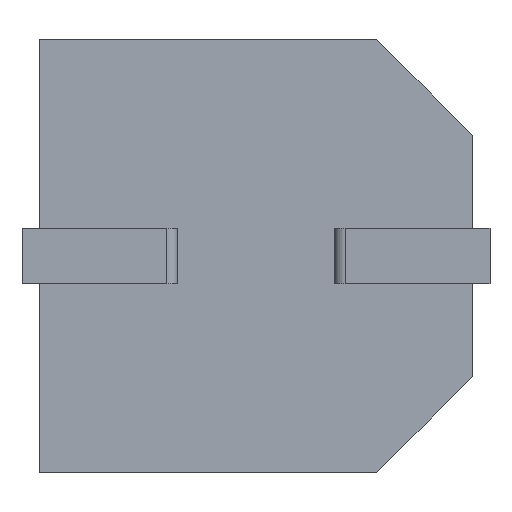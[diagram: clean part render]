
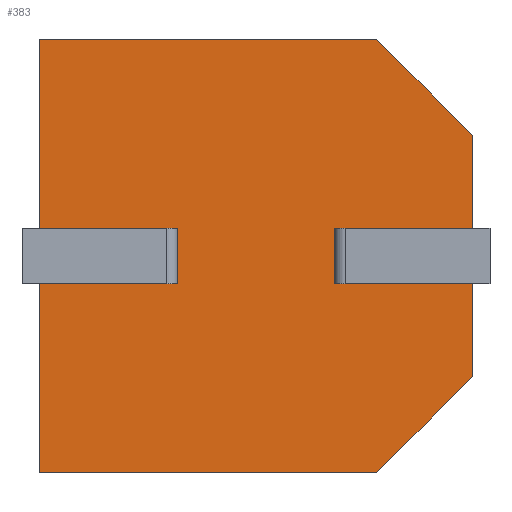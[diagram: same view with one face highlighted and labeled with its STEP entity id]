
A CAD part, front view. The second image highlights one B-rep face of the part: STEP entity #383.
In plain terms, the highlighted planar face has unit normal (0, -1, 0).
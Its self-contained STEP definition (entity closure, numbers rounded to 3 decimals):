
#54 = VECTOR ( 'NONE', #3033, 1000. ) ;
#64 = ORIENTED_EDGE ( 'NONE', *, *, #1128, .T. ) ;
#114 = EDGE_CURVE ( 'NONE', #1390, #1636, #801, .T. ) ;
#165 = DIRECTION ( 'NONE',  ( 0., 0., 1. ) ) ;
#172 = CARTESIAN_POINT ( 'NONE',  ( 0., 0., 0. ) ) ;
#199 = ORIENTED_EDGE ( 'NONE', *, *, #381, .T. ) ;
#201 = DIRECTION ( 'NONE',  ( -1., 0., 0. ) ) ;
#206 = EDGE_CURVE ( 'NONE', #673, #2589, #1956, .T. ) ;
#279 = ORIENTED_EDGE ( 'NONE', *, *, #2395, .F. ) ;
#309 = LINE ( 'NONE', #3113, #2197 ) ;
#315 = EDGE_CURVE ( 'NONE', #2626, #1223, #1416, .T. ) ;
#360 = CARTESIAN_POINT ( 'NONE',  ( 0., 0., -3.7 ) ) ;
#381 = EDGE_CURVE ( 'NONE', #1307, #472, #1206, .T. ) ;
#383 = ADVANCED_FACE ( 'NONE', ( #1578 ), #650, .F. ) ;
#388 = DIRECTION ( 'NONE',  ( 1., 0., 0. ) ) ;
#400 = EDGE_CURVE ( 'NONE', #2589, #1307, #2084, .T. ) ;
#429 = DIRECTION ( 'NONE',  ( 0., 0., -1. ) ) ;
#445 = CARTESIAN_POINT ( 'NONE',  ( 0., 0., -4.8 ) ) ;
#467 = CARTESIAN_POINT ( 'NONE',  ( 6.626, 0., -8.5 ) ) ;
#472 = VERTEX_POINT ( 'NONE', #467 ) ;
#505 = LINE ( 'NONE', #2856, #2513 ) ;
#535 = CARTESIAN_POINT ( 'NONE',  ( 6.626, 0., 0. ) ) ;
#560 = ORIENTED_EDGE ( 'NONE', *, *, #1342, .T. ) ;
#632 = EDGE_LOOP ( 'NONE', ( #2573, #2265, #64, #3240, #1031, #1431, #3418, #1515, #279, #950, #2341, #199, #560, #2863 ) ) ;
#650 = PLANE ( 'NONE',  #1177 ) ;
#663 = VECTOR ( 'NONE', #2702, 1000. ) ;
#665 = EDGE_CURVE ( 'NONE', #2169, #3274, #1407, .T. ) ;
#673 = VERTEX_POINT ( 'NONE', #1640 ) ;
#761 = CARTESIAN_POINT ( 'NONE',  ( 2.7, 0., -3.7 ) ) ;
#801 = LINE ( 'NONE', #172, #2647 ) ;
#840 = VECTOR ( 'NONE', #388, 1000. ) ;
#950 = ORIENTED_EDGE ( 'NONE', *, *, #206, .T. ) ;
#972 = VECTOR ( 'NONE', #201, 1000. ) ;
#975 = VECTOR ( 'NONE', #3330, 1000. ) ;
#995 = CARTESIAN_POINT ( 'NONE',  ( 0., 0., 0. ) ) ;
#1012 = VERTEX_POINT ( 'NONE', #2865 ) ;
#1031 = ORIENTED_EDGE ( 'NONE', *, *, #2493, .T. ) ;
#1064 = LINE ( 'NONE', #1494, #3079 ) ;
#1128 = EDGE_CURVE ( 'NONE', #1643, #3274, #505, .T. ) ;
#1136 = VERTEX_POINT ( 'NONE', #2911 ) ;
#1177 = AXIS2_PLACEMENT_3D ( 'NONE', #1717, #3326, #1744 ) ;
#1206 = LINE ( 'NONE', #1482, #840 ) ;
#1223 = VERTEX_POINT ( 'NONE', #2758 ) ;
#1232 = CARTESIAN_POINT ( 'NONE',  ( 6.626, 0., 0. ) ) ;
#1307 = VERTEX_POINT ( 'NONE', #3069 ) ;
#1342 = EDGE_CURVE ( 'NONE', #472, #1223, #309, .T. ) ;
#1390 = VERTEX_POINT ( 'NONE', #995 ) ;
#1407 = LINE ( 'NONE', #3415, #2280 ) ;
#1411 = DIRECTION ( 'NONE',  ( 0., 0., -1. ) ) ;
#1416 = LINE ( 'NONE', #1987, #54 ) ;
#1431 = ORIENTED_EDGE ( 'NONE', *, *, #114, .F. ) ;
#1482 = CARTESIAN_POINT ( 'NONE',  ( 0., 0., -8.5 ) ) ;
#1494 = CARTESIAN_POINT ( 'NONE',  ( 0., 0., 0. ) ) ;
#1506 = CARTESIAN_POINT ( 'NONE',  ( 5.8, 0., -4.8 ) ) ;
#1515 = ORIENTED_EDGE ( 'NONE', *, *, #3255, .F. ) ;
#1578 = FACE_OUTER_BOUND ( 'NONE', #632, .T. ) ;
#1582 = CARTESIAN_POINT ( 'NONE',  ( 5.8, 0., -3.7 ) ) ;
#1603 = CARTESIAN_POINT ( 'NONE',  ( 8.5, 0., -1.874 ) ) ;
#1636 = VERTEX_POINT ( 'NONE', #535 ) ;
#1640 = CARTESIAN_POINT ( 'NONE',  ( 2.7, 0., -4.8 ) ) ;
#1643 = VERTEX_POINT ( 'NONE', #1582 ) ;
#1686 = CARTESIAN_POINT ( 'NONE',  ( 5.8, 0., -4.8 ) ) ;
#1717 = CARTESIAN_POINT ( 'NONE',  ( 0., 0., 0. ) ) ;
#1744 = DIRECTION ( 'NONE',  ( 0., 0., 1. ) ) ;
#1790 = LINE ( 'NONE', #761, #2161 ) ;
#1814 = VECTOR ( 'NONE', #3080, 1000. ) ;
#1845 = CARTESIAN_POINT ( 'NONE',  ( 0., 0., 0. ) ) ;
#1929 = EDGE_CURVE ( 'NONE', #1012, #1643, #2672, .T. ) ;
#1956 = LINE ( 'NONE', #2546, #972 ) ;
#1987 = CARTESIAN_POINT ( 'NONE',  ( 8.5, 0., 0. ) ) ;
#2084 = LINE ( 'NONE', #1845, #663 ) ;
#2161 = VECTOR ( 'NONE', #3139, 1000. ) ;
#2169 = VERTEX_POINT ( 'NONE', #1603 ) ;
#2197 = VECTOR ( 'NONE', #2553, 1000. ) ;
#2261 = VECTOR ( 'NONE', #165, 1000. ) ;
#2263 = CARTESIAN_POINT ( 'NONE',  ( 2.7, 0., -4.8 ) ) ;
#2265 = ORIENTED_EDGE ( 'NONE', *, *, #1929, .T. ) ;
#2280 = VECTOR ( 'NONE', #1411, 1000. ) ;
#2284 = DIRECTION ( 'NONE',  ( 1., 0., 0. ) ) ;
#2341 = ORIENTED_EDGE ( 'NONE', *, *, #400, .T. ) ;
#2395 = EDGE_CURVE ( 'NONE', #673, #1136, #2953, .T. ) ;
#2424 = VECTOR ( 'NONE', #3335, 1000. ) ;
#2493 = EDGE_CURVE ( 'NONE', #2169, #1636, #3122, .T. ) ;
#2500 = EDGE_CURVE ( 'NONE', #1390, #2912, #1064, .T. ) ;
#2513 = VECTOR ( 'NONE', #2652, 1000. ) ;
#2546 = CARTESIAN_POINT ( 'NONE',  ( 2.7, 0., -4.8 ) ) ;
#2553 = DIRECTION ( 'NONE',  ( 0.707, 0., 0.707 ) ) ;
#2557 = CARTESIAN_POINT ( 'NONE',  ( 8.5, 0., -3.7 ) ) ;
#2573 = ORIENTED_EDGE ( 'NONE', *, *, #2959, .F. ) ;
#2589 = VERTEX_POINT ( 'NONE', #445 ) ;
#2626 = VERTEX_POINT ( 'NONE', #2837 ) ;
#2647 = VECTOR ( 'NONE', #2284, 1000. ) ;
#2652 = DIRECTION ( 'NONE',  ( 1., 0., 0. ) ) ;
#2672 = LINE ( 'NONE', #1506, #1814 ) ;
#2702 = DIRECTION ( 'NONE',  ( 0., 0., -1. ) ) ;
#2758 = CARTESIAN_POINT ( 'NONE',  ( 8.5, 0., -6.626 ) ) ;
#2837 = CARTESIAN_POINT ( 'NONE',  ( 8.5, 0., -4.8 ) ) ;
#2856 = CARTESIAN_POINT ( 'NONE',  ( 5.8, 0., -3.7 ) ) ;
#2863 = ORIENTED_EDGE ( 'NONE', *, *, #315, .F. ) ;
#2865 = CARTESIAN_POINT ( 'NONE',  ( 5.8, 0., -4.8 ) ) ;
#2911 = CARTESIAN_POINT ( 'NONE',  ( 2.7, 0., -3.7 ) ) ;
#2912 = VERTEX_POINT ( 'NONE', #360 ) ;
#2953 = LINE ( 'NONE', #2263, #2261 ) ;
#2959 = EDGE_CURVE ( 'NONE', #1012, #2626, #3322, .T. ) ;
#3033 = DIRECTION ( 'NONE',  ( 0., 0., -1. ) ) ;
#3069 = CARTESIAN_POINT ( 'NONE',  ( 0., 0., -8.5 ) ) ;
#3079 = VECTOR ( 'NONE', #429, 1000. ) ;
#3080 = DIRECTION ( 'NONE',  ( 0., 0., 1. ) ) ;
#3113 = CARTESIAN_POINT ( 'NONE',  ( 8.5, 0., -6.626 ) ) ;
#3122 = LINE ( 'NONE', #1232, #2424 ) ;
#3139 = DIRECTION ( 'NONE',  ( -1., 0., 0. ) ) ;
#3240 = ORIENTED_EDGE ( 'NONE', *, *, #665, .F. ) ;
#3255 = EDGE_CURVE ( 'NONE', #1136, #2912, #1790, .T. ) ;
#3274 = VERTEX_POINT ( 'NONE', #2557 ) ;
#3322 = LINE ( 'NONE', #1686, #975 ) ;
#3326 = DIRECTION ( 'NONE',  ( 0., 1., 0. ) ) ;
#3330 = DIRECTION ( 'NONE',  ( 1., 0., 0. ) ) ;
#3335 = DIRECTION ( 'NONE',  ( -0.707, 0., 0.707 ) ) ;
#3415 = CARTESIAN_POINT ( 'NONE',  ( 8.5, 0., 0. ) ) ;
#3418 = ORIENTED_EDGE ( 'NONE', *, *, #2500, .T. ) ;
